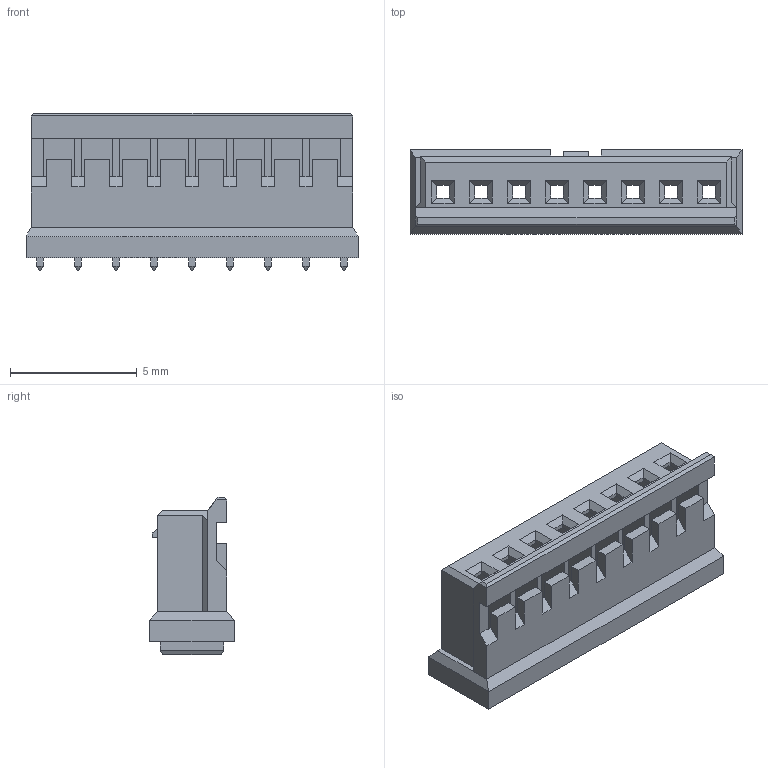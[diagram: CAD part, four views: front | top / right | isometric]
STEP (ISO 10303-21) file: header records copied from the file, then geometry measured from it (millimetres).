
FILE_DESCRIPTION (( 'STEP AP214' ), '1' );
FILE_NAME ('FHG15003-S08M2W1B-REF.STEP', '2025-01-16T09:13:27', ( '' ), ( '' ), 'SwSTEP 2.0', 'SolidWorks 2021', '' );
FILE_SCHEMA (( 'AUTOMOTIVE_DESIGN' ));
Length unit declared in the file: millimetre
Products named in the file (1): FHG15003-S08M2W1B-REF
Bounding box: 13.1 x 3.35 x 6.2 mm (x, y, z)
Volume: 92 mm3; surface area: 513.5 mm2
Topology: 1 solids, 1 shells, 260 faces, 702 edges, 430 vertices
Faces by surface type: plane 260
Entity records: 7932 total; most frequent: ORIENTED_EDGE 1404, CARTESIAN_POINT 1393, DIRECTION 1224, EDGE_CURVE 702, LINE 702, VECTOR 702, VERTEX_POINT 430, EDGE_LOOP 278
